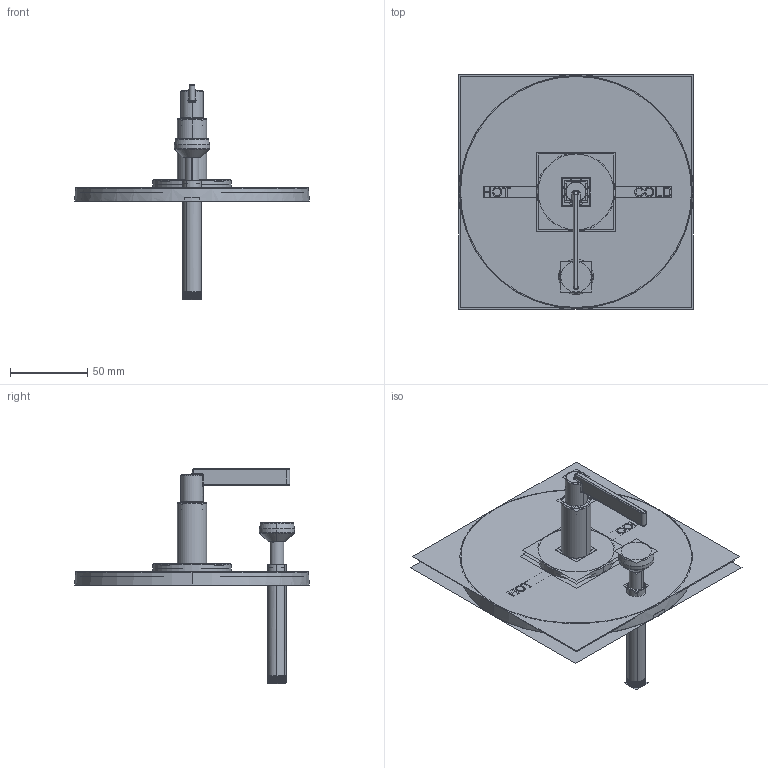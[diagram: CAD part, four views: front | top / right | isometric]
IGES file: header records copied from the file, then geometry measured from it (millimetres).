
Start section:  PTC IGES file: 5-3322bp_asm.igs
Global section: file name: 5-3322bp_asm.igs; native system: Creo Parametric by PTC Inc.; preprocessor: 2018400; author: jinson.thomas; organization: Unknown; date: 20200914.122134; units: inch
Bounding box: 152.4 x 152.4 x 139.73 mm (x, y, z)
Volume: 161934.3 mm3; surface area: 792877.3 mm2
Topology: 7 solids, 7 shells, 958 faces, 5301 edges, 7015 vertices
Faces by surface type: revolution 452, bspline 354, extrusion 152
